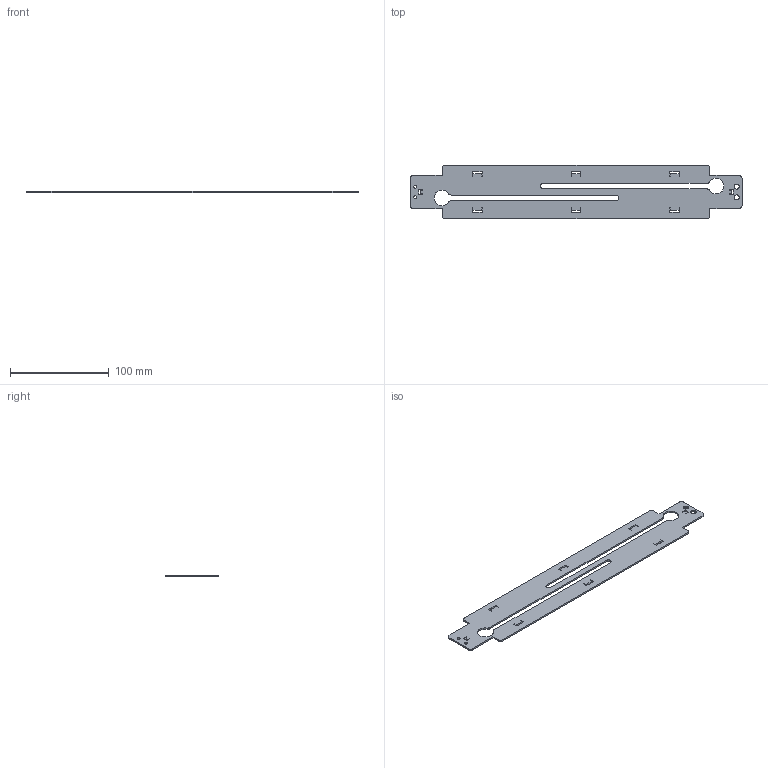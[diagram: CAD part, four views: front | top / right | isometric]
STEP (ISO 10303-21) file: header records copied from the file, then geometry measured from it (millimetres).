
FILE_DESCRIPTION(/* description */ (''),/* implementation_level */ '2;1');
FILE_NAME(/* name */ 'Major Chassis Brace V2.1.step',/* time_stamp */ '2019-05-21T10:16:34-06:00',/* author */ (''),/* organization */ (''),/* preprocessor_version */ 'ST-DEVELOPER v18',/* originating_system */ 'Autodesk Translation Framework v8.2.0.1029',/* authorisation */ '');
FILE_SCHEMA (('AUTOMOTIVE_DESIGN { 1 0 10303 214 3 1 1 }'));
Length unit declared in the file: millimetre
Products named in the file (1): Major Chassis Brace V2.1
Bounding box: 336.24 x 54.44 x 1.6 mm (x, y, z)
Volume: 22927.8 mm3; surface area: 31618.7 mm2
Topology: 1 solids, 1 shells, 102 faces, 300 edges, 200 vertices
Faces by surface type: plane 82, cylinder 20
Full cylindrical faces by diameter (mm): 3.1 x2, 5.2 x2
Entity records: 3453 total; most frequent: CARTESIAN_POINT 603, ORIENTED_EDGE 600, DIRECTION 546, EDGE_CURVE 300, LINE 260, VECTOR 260, VERTEX_POINT 200, AXIS2_PLACEMENT_3D 143
